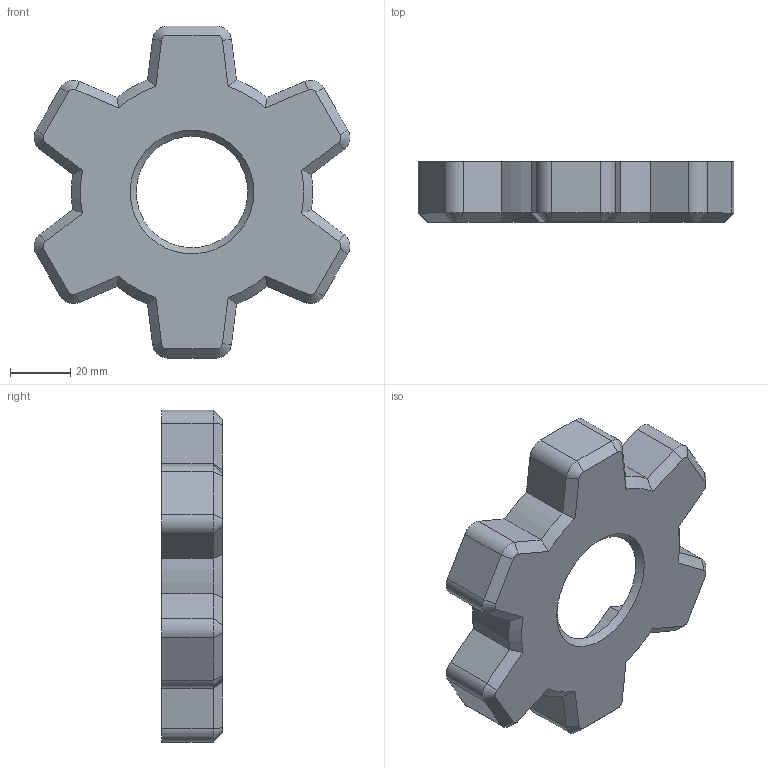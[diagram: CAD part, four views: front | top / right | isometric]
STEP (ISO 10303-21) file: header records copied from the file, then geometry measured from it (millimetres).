
FILE_DESCRIPTION(/* description */ ('Alibre Inc.'),/* implementation_level */ '2;1');
FILE_NAME(/* name */ 'export-34401C5B-6532-41D3-8BBB-82F78FA905BA',/* time_stamp */ '2023-06-18T23:51:11-05:00',/* author */ (''),/* organization */ (''),/* preprocessor_version */ 'ST-DEVELOPER v17',/* originating_system */ 'Alibre',/* authorisation */ '');
FILE_SCHEMA (('AUTOMOTIVE_DESIGN'));
Length unit declared in the file: metre
Bounding box: 104.68 x 20 x 110 mm (x, y, z)
Volume: 34299.7 mm3; surface area: 31091.9 mm2
Topology: 1 solids, 1 shells, 232 faces, 598 edges, 375 vertices
Faces by surface type: plane 129, cylinder 60, cone 43
Full cylindrical faces by diameter (mm): 7.3 x6
Entity records: 6490 total; most frequent: ORIENTED_EDGE 1180, CARTESIAN_POINT 1176, DIRECTION 971, EDGE_CURVE 590, VERTEX_POINT 374, AXIS2_PLACEMENT_3D 370, VECTOR 348, LINE 348
